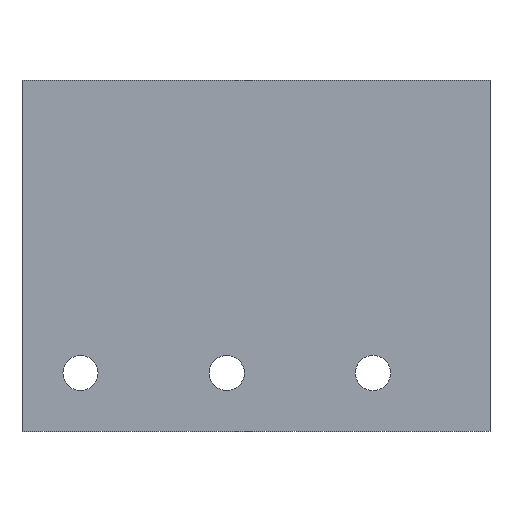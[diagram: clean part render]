
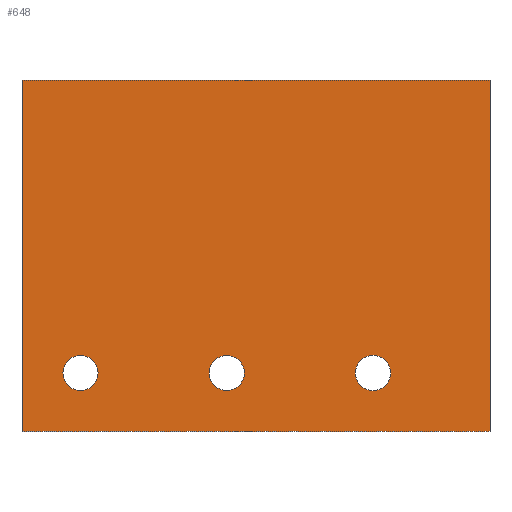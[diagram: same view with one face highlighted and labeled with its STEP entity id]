
A CAD part, front view. The second image highlights one B-rep face of the part: STEP entity #648.
In plain terms, the highlighted planar face has unit normal (0, -1, 0).
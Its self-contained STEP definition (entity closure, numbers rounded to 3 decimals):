
#20=LINE('',#1000,#66);
#36=LINE('',#1046,#82);
#38=LINE('',#1050,#84);
#39=LINE('',#1051,#85);
#66=VECTOR('',#769,60.);
#82=VECTOR('',#805,80.);
#84=VECTOR('',#809,80.);
#85=VECTOR('',#810,60.);
#113=PLANE('',#698);
#136=FACE_BOUND('',#248,.T.);
#137=FACE_BOUND('',#249,.T.);
#138=FACE_BOUND('',#250,.T.);
#171=CIRCLE('',#699,3.);
#172=CIRCLE('',#700,3.);
#173=CIRCLE('',#701,3.);
#201=FACE_OUTER_BOUND('',#247,.T.);
#247=EDGE_LOOP('',(#496,#497,#498,#499));
#248=EDGE_LOOP('',(#500));
#249=EDGE_LOOP('',(#501));
#250=EDGE_LOOP('',(#502));
#318=VERTEX_POINT('',#997);
#319=VERTEX_POINT('',#999);
#339=VERTEX_POINT('',#1045);
#340=VERTEX_POINT('',#1049);
#341=VERTEX_POINT('',#1052);
#342=VERTEX_POINT('',#1054);
#343=VERTEX_POINT('',#1056);
#382=EDGE_CURVE('',#319,#318,#20,.T.);
#405=EDGE_CURVE('',#319,#339,#36,.T.);
#407=EDGE_CURVE('',#318,#340,#38,.T.);
#408=EDGE_CURVE('',#340,#339,#39,.T.);
#409=EDGE_CURVE('',#341,#341,#171,.T.);
#410=EDGE_CURVE('',#342,#342,#172,.T.);
#411=EDGE_CURVE('',#343,#343,#173,.T.);
#496=ORIENTED_EDGE('',*,*,#382,.T.);
#497=ORIENTED_EDGE('',*,*,#407,.T.);
#498=ORIENTED_EDGE('',*,*,#408,.T.);
#499=ORIENTED_EDGE('',*,*,#405,.F.);
#500=ORIENTED_EDGE('',*,*,#409,.T.);
#501=ORIENTED_EDGE('',*,*,#410,.T.);
#502=ORIENTED_EDGE('',*,*,#411,.T.);
#648=ADVANCED_FACE('',(#201,#136,#137,#138),#113,.T.);
#698=AXIS2_PLACEMENT_3D('',#1048,#807,#808);
#699=AXIS2_PLACEMENT_3D('',#1053,#811,#812);
#700=AXIS2_PLACEMENT_3D('',#1055,#813,#814);
#701=AXIS2_PLACEMENT_3D('',#1057,#815,#816);
#769=DIRECTION('',(0.,0.,1.));
#805=DIRECTION('',(-1.,0.,0.));
#807=DIRECTION('center_axis',(0.,-1.,0.));
#808=DIRECTION('ref_axis',(-1.,0.,0.));
#809=DIRECTION('',(-1.,0.,0.));
#810=DIRECTION('',(0.,0.,-1.));
#811=DIRECTION('center_axis',(0.,1.,0.));
#812=DIRECTION('ref_axis',(1.,0.,0.));
#813=DIRECTION('center_axis',(0.,1.,0.));
#814=DIRECTION('ref_axis',(1.,0.,0.));
#815=DIRECTION('center_axis',(0.,1.,0.));
#816=DIRECTION('ref_axis',(1.,0.,0.));
#997=CARTESIAN_POINT('',(45.,-40.,0.));
#999=CARTESIAN_POINT('',(45.,-40.,-60.));
#1000=CARTESIAN_POINT('',(45.,-40.,-12.225));
#1045=CARTESIAN_POINT('',(-35.,-40.,-60.));
#1046=CARTESIAN_POINT('',(-40.,-40.,-60.));
#1048=CARTESIAN_POINT('Origin',(57.,-40.,0.));
#1049=CARTESIAN_POINT('',(-35.,-40.,0.));
#1050=CARTESIAN_POINT('',(57.,-40.,0.));
#1051=CARTESIAN_POINT('',(-35.,-40.,-14.118));
#1052=CARTESIAN_POINT('',(-28.,-40.,-50.));
#1053=CARTESIAN_POINT('Origin',(-25.,-40.,-50.));
#1054=CARTESIAN_POINT('',(22.,-40.,-50.));
#1055=CARTESIAN_POINT('Origin',(25.,-40.,-50.));
#1056=CARTESIAN_POINT('',(-3.,-40.,-50.));
#1057=CARTESIAN_POINT('Origin',(0.,-40.,-50.));
